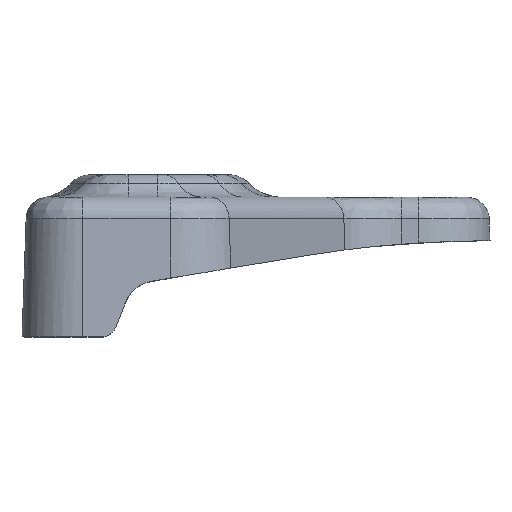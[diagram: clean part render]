
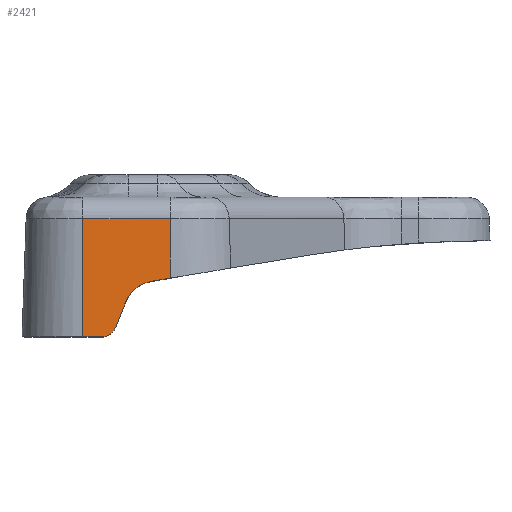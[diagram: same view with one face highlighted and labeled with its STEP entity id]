
A CAD part, left-side view. The second image highlights one B-rep face of the part: STEP entity #2421.
In plain terms, the highlighted free-form (B-spline) face has degree [5, 1] with [6, 2] control points.
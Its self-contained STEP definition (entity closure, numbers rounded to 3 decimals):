
#2286=CARTESIAN_POINT('Vertex',(-60.872,60.,-24.985)) ;
#2318=CARTESIAN_POINT('Control Point',(-60.872,60.,-24.985)) ;
#2319=CARTESIAN_POINT('Control Point',(-60.872,56.67,-24.985)) ;
#2320=CARTESIAN_POINT('Vertex',(-60.872,56.67,-24.985)) ;
#2341=CARTESIAN_POINT('Control Point',(-60.872,60.,-24.985)) ;
#2342=CARTESIAN_POINT('Control Point',(-60.,60.,0.)) ;
#2343=CARTESIAN_POINT('Control Point',(-60.872,56.87,-24.985)) ;
#2344=CARTESIAN_POINT('Control Point',(-60.,56.87,0.)) ;
#2345=CARTESIAN_POINT('Control Point',(-60.872,53.741,-24.985)) ;
#2346=CARTESIAN_POINT('Control Point',(-60.,53.741,0.)) ;
#2347=CARTESIAN_POINT('Control Point',(-60.872,50.611,-24.985)) ;
#2348=CARTESIAN_POINT('Control Point',(-60.,50.611,0.)) ;
#2349=CARTESIAN_POINT('Control Point',(-60.872,47.482,-24.985)) ;
#2350=CARTESIAN_POINT('Control Point',(-60.,47.482,0.)) ;
#2351=CARTESIAN_POINT('Control Point',(-60.872,44.352,-24.985)) ;
#2352=CARTESIAN_POINT('Control Point',(-60.,44.352,0.)) ;
#2354=CARTESIAN_POINT('Control Point',(-60.505,44.352,-14.473)) ;
#2355=CARTESIAN_POINT('Control Point',(-60.525,47.734,-15.035)) ;
#2356=CARTESIAN_POINT('Vertex',(-60.505,44.352,-14.473)) ;
#2358=CARTESIAN_POINT('Vertex',(-60.525,47.734,-15.035)) ;
#2362=CARTESIAN_POINT('Control Point',(-60.505,44.352,-14.473)) ;
#2363=CARTESIAN_POINT('Control Point',(-60.431,44.352,-12.35)) ;
#2364=CARTESIAN_POINT('Control Point',(-60.357,44.352,-10.228)) ;
#2365=CARTESIAN_POINT('Control Point',(-60.283,44.352,-8.105)) ;
#2366=CARTESIAN_POINT('Control Point',(-60.209,44.352,-5.983)) ;
#2367=CARTESIAN_POINT('Control Point',(-60.135,44.352,-3.86)) ;
#2368=CARTESIAN_POINT('Vertex',(-60.135,44.352,-3.86)) ;
#2372=CARTESIAN_POINT('Control Point',(-60.135,60.,-3.86)) ;
#2373=CARTESIAN_POINT('Control Point',(-60.135,56.87,-3.86)) ;
#2374=CARTESIAN_POINT('Control Point',(-60.135,53.741,-3.86)) ;
#2375=CARTESIAN_POINT('Control Point',(-60.135,50.611,-3.86)) ;
#2376=CARTESIAN_POINT('Control Point',(-60.135,47.482,-3.86)) ;
#2377=CARTESIAN_POINT('Control Point',(-60.135,44.352,-3.86)) ;
#2378=CARTESIAN_POINT('Vertex',(-60.135,60.,-3.86)) ;
#2382=CARTESIAN_POINT('Control Point',(-60.872,60.,-24.985)) ;
#2383=CARTESIAN_POINT('Control Point',(-60.725,60.,-20.76)) ;
#2384=CARTESIAN_POINT('Control Point',(-60.577,60.,-16.535)) ;
#2385=CARTESIAN_POINT('Control Point',(-60.43,60.,-12.31)) ;
#2386=CARTESIAN_POINT('Control Point',(-60.282,60.,-8.085)) ;
#2387=CARTESIAN_POINT('Control Point',(-60.135,60.,-3.86)) ;
#2390=CARTESIAN_POINT('Control Point',(-60.872,56.67,-24.985)) ;
#2391=CARTESIAN_POINT('Control Point',(-60.872,55.854,-24.985)) ;
#2392=CARTESIAN_POINT('Control Point',(-60.861,55.034,-24.658)) ;
#2393=CARTESIAN_POINT('Control Point',(-60.839,54.428,-24.017)) ;
#2394=CARTESIAN_POINT('Control Point',(-60.812,54.126,-23.26)) ;
#2395=CARTESIAN_POINT('Vertex',(-60.812,54.126,-23.26)) ;
#2399=CARTESIAN_POINT('Control Point',(-60.812,54.126,-23.26)) ;
#2400=CARTESIAN_POINT('Control Point',(-60.654,52.325,-18.735)) ;
#2401=CARTESIAN_POINT('Vertex',(-60.654,52.325,-18.735)) ;
#2405=CARTESIAN_POINT('Control Point',(-60.654,52.325,-18.735)) ;
#2406=CARTESIAN_POINT('Control Point',(-60.604,51.755,-17.304)) ;
#2407=CARTESIAN_POINT('Control Point',(-60.561,50.692,-16.064)) ;
#2408=CARTESIAN_POINT('Control Point',(-60.534,49.255,-15.288)) ;
#2409=CARTESIAN_POINT('Control Point',(-60.525,47.734,-15.035)) ;
#2412=ORIENTED_EDGE('',*,*,#2360,.F.) ;
#2413=ORIENTED_EDGE('',*,*,#2370,.T.) ;
#2414=ORIENTED_EDGE('',*,*,#2380,.T.) ;
#2415=ORIENTED_EDGE('',*,*,#2388,.F.) ;
#2416=ORIENTED_EDGE('',*,*,#2322,.T.) ;
#2417=ORIENTED_EDGE('',*,*,#2397,.T.) ;
#2418=ORIENTED_EDGE('',*,*,#2403,.T.) ;
#2419=ORIENTED_EDGE('',*,*,#2410,.T.) ;
#2421=ADVANCED_FACE('Main Body',(#2420),#2340,.T.) ;
#2317=B_SPLINE_CURVE_WITH_KNOTS('',1,(#2318,#2319),.UNSPECIFIED.,.F.,.U.,(2,2),(0.,3.33),.UNSPECIFIED.) ;
#2353=B_SPLINE_CURVE_WITH_KNOTS('',1,(#2354,#2355),.UNSPECIFIED.,.F.,.U.,(2,2),(-1.714,1.714),.UNSPECIFIED.) ;
#2361=B_SPLINE_CURVE_WITH_KNOTS('',5,(#2362,#2363,#2364,#2365,#2366,#2367),.UNSPECIFIED.,.F.,.U.,(6,6),(10.518,21.137),.UNSPECIFIED.) ;
#2371=B_SPLINE_CURVE_WITH_KNOTS('',5,(#2372,#2373,#2374,#2375,#2376,#2377),.UNSPECIFIED.,.F.,.U.,(6,6),(0.,15.648),.UNSPECIFIED.) ;
#2381=B_SPLINE_CURVE_WITH_KNOTS('',5,(#2382,#2383,#2384,#2385,#2386,#2387),.UNSPECIFIED.,.F.,.U.,(6,6),(0.,21.137),.UNSPECIFIED.) ;
#2389=B_SPLINE_CURVE_WITH_KNOTS('',4,(#2390,#2391,#2392,#2393,#2394),.UNSPECIFIED.,.F.,.U.,(5,5),(0.,5.653),.UNSPECIFIED.) ;
#2398=B_SPLINE_CURVE_WITH_KNOTS('',1,(#2399,#2400),.UNSPECIFIED.,.F.,.U.,(2,2),(-2.436,2.436),.UNSPECIFIED.) ;
#2404=B_SPLINE_CURVE_WITH_KNOTS('',4,(#2405,#2406,#2407,#2408,#2409),.UNSPECIFIED.,.F.,.U.,(5,5),(0.,10.677),.UNSPECIFIED.) ;
#2340=B_SPLINE_SURFACE_WITH_KNOTS('',5,1,((#2341,#2342),(#2343,#2344),(#2345,#2346),(#2347,#2348),(#2349,#2350),(#2351,#2352)),.UNSPECIFIED.,.F.,.F.,.U.,(6,6),(2,2),(0.,15.648),(0.,25.),.UNSPECIFIED.) ;
#2322=EDGE_CURVE('',#2287,#2321,#2317,.T.) ;
#2360=EDGE_CURVE('',#2357,#2359,#2353,.T.) ;
#2370=EDGE_CURVE('',#2357,#2369,#2361,.T.) ;
#2380=EDGE_CURVE('',#2369,#2379,#2371,.F.) ;
#2388=EDGE_CURVE('',#2287,#2379,#2381,.T.) ;
#2397=EDGE_CURVE('',#2321,#2396,#2389,.T.) ;
#2403=EDGE_CURVE('',#2396,#2402,#2398,.T.) ;
#2410=EDGE_CURVE('',#2402,#2359,#2404,.T.) ;
#2411=EDGE_LOOP('',(#2412,#2413,#2414,#2415,#2416,#2417,#2418,#2419)) ;
#2420=FACE_OUTER_BOUND('',#2411,.T.) ;
#2287=VERTEX_POINT('',#2286) ;
#2321=VERTEX_POINT('',#2320) ;
#2357=VERTEX_POINT('',#2356) ;
#2359=VERTEX_POINT('',#2358) ;
#2369=VERTEX_POINT('',#2368) ;
#2379=VERTEX_POINT('',#2378) ;
#2396=VERTEX_POINT('',#2395) ;
#2402=VERTEX_POINT('',#2401) ;
